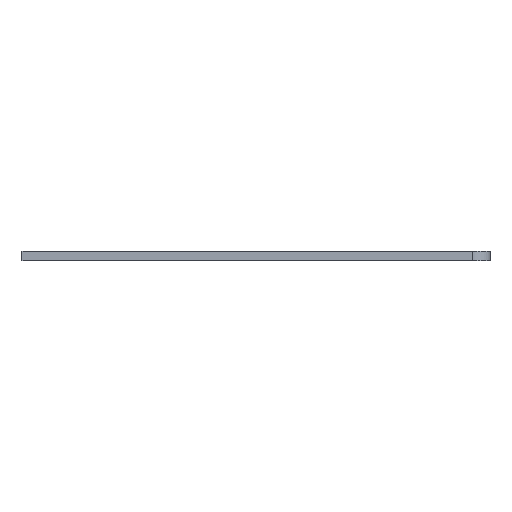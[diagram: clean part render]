
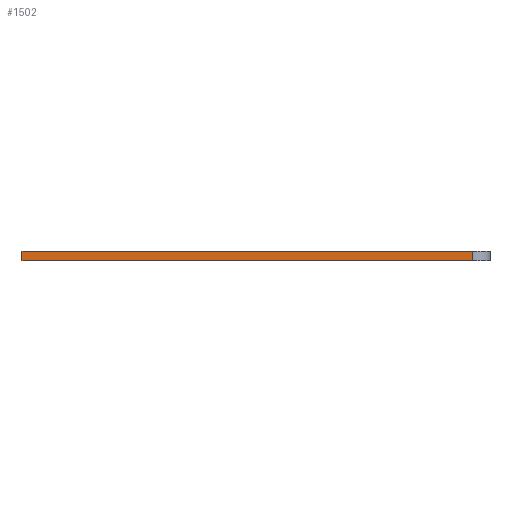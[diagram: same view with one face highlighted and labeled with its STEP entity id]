
A CAD part, left-side view. The second image highlights one B-rep face of the part: STEP entity #1502.
In plain terms, the highlighted planar face has unit normal (-1, 0, 0).
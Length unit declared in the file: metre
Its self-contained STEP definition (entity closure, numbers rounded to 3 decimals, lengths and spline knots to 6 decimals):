
#195=ORIENTED_EDGE('',*,*,#579,.F.);
#196=ORIENTED_EDGE('',*,*,#580,.T.);
#197=ORIENTED_EDGE('',*,*,#581,.T.);
#198=ORIENTED_EDGE('',*,*,#582,.T.);
#579=EDGE_CURVE('',#771,#772,#925,.T.);
#580=EDGE_CURVE('',#771,#773,#926,.F.);
#581=EDGE_CURVE('',#773,#774,#927,.T.);
#582=EDGE_CURVE('',#774,#772,#928,.T.);
#771=VERTEX_POINT('',#2280);
#772=VERTEX_POINT('',#2281);
#773=VERTEX_POINT('',#2283);
#774=VERTEX_POINT('',#2285);
#925=LINE('',#2279,#1003);
#926=LINE('',#2282,#1004);
#927=LINE('',#2284,#1005);
#928=LINE('',#2286,#1006);
#1003=VECTOR('',#1806,1.);
#1004=VECTOR('',#1807,1.);
#1005=VECTOR('',#1808,1.);
#1006=VECTOR('',#1809,1.);
#1072=EDGE_LOOP('',(#195,#196,#197,#198));
#1276=FACE_BOUND('',#1072,.T.);
#1480=PLANE('',#1594);
#1502=ADVANCED_FACE('',(#1276),#1480,.T.);
#1594=AXIS2_PLACEMENT_3D('',#2278,#1804,#1805);
#1804=DIRECTION('',(-1.,0.,0.));
#1805=DIRECTION('',(0.,0.,1.));
#1806=DIRECTION('',(0.,1.,0.));
#1807=DIRECTION('',(0.,0.,-1.));
#1808=DIRECTION('',(0.,1.,0.));
#1809=DIRECTION('',(0.,0.,-1.));
#2278=CARTESIAN_POINT('',(-0.1025,-0.016325,0.003));
#2279=CARTESIAN_POINT('',(-0.1025,-0.016325,0.));
#2280=CARTESIAN_POINT('',(-0.1025,-0.084447,0.));
#2281=CARTESIAN_POINT('',(-0.1025,0.057349,0.));
#2282=CARTESIAN_POINT('',(-0.1025,-0.084447,0.003));
#2283=CARTESIAN_POINT('',(-0.1025,-0.084447,0.003));
#2284=CARTESIAN_POINT('',(-0.1025,-0.016325,0.003));
#2285=CARTESIAN_POINT('',(-0.1025,0.057349,0.003));
#2286=CARTESIAN_POINT('',(-0.1025,0.057349,0.003));
